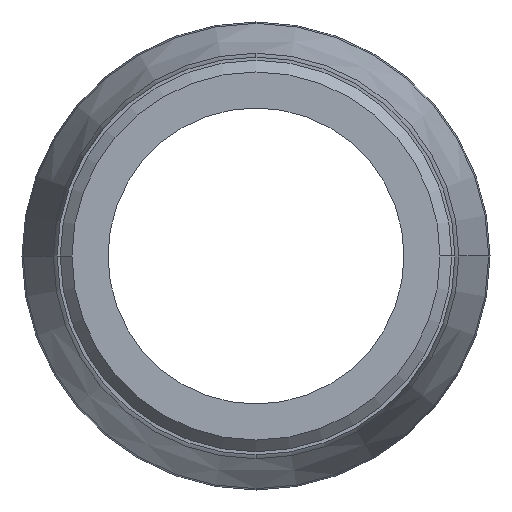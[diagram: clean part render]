
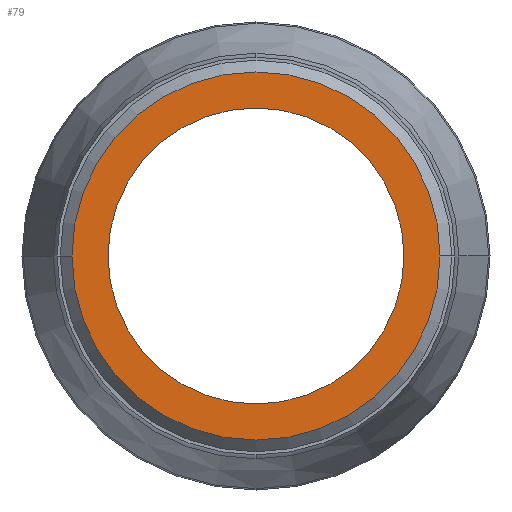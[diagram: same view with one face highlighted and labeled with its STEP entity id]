
A CAD part, left-side view. The second image highlights one B-rep face of the part: STEP entity #79.
In plain terms, the highlighted planar face has unit normal (-1, 0, 0).
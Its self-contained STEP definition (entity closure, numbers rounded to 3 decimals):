
#79=ADVANCED_FACE('',(#177,#178),#179,.T.);
#177=FACE_BOUND('',#309,.T.);
#178=FACE_OUTER_BOUND('',#310,.T.);
#179=PLANE('',#311);
#309=EDGE_LOOP('',(#624,#625));
#310=EDGE_LOOP('',(#626,#627));
#311=AXIS2_PLACEMENT_3D('',#628,#629,#630);
#624=ORIENTED_EDGE('',*,*,#973,.T.);
#625=ORIENTED_EDGE('',*,*,#972,.T.);
#626=ORIENTED_EDGE('',*,*,#967,.F.);
#627=ORIENTED_EDGE('',*,*,#975,.F.);
#628=CARTESIAN_POINT('',(-48.006,3.949,0.0));
#629=DIRECTION('',(-1.0,0.,0.0));
#630=DIRECTION('',(0.,-1.0,-0.0));
#967=EDGE_CURVE('',#1188,#1190,#1191,.T.);
#972=EDGE_CURVE('',#1194,#1198,#1200,.T.);
#973=EDGE_CURVE('',#1198,#1194,#1201,.T.);
#975=EDGE_CURVE('',#1190,#1188,#1203,.T.);
#1188=VERTEX_POINT('',#1460);
#1190=VERTEX_POINT('',#1463);
#1191=CIRCLE('',#1464,7.898);
#1194=VERTEX_POINT('',#1468);
#1198=VERTEX_POINT('',#1473);
#1200=CIRCLE('',#1476,6.35);
#1201=CIRCLE('',#1477,6.35);
#1203=CIRCLE('',#1479,7.898);
#1460=CARTESIAN_POINT('',(-48.006,7.898,0.0));
#1463=CARTESIAN_POINT('',(-48.006,-7.898,0.));
#1464=AXIS2_PLACEMENT_3D('',#1749,#1750,#1751);
#1468=CARTESIAN_POINT('',(-48.006,0.,-6.35));
#1473=CARTESIAN_POINT('',(-48.006,0.,6.35));
#1476=AXIS2_PLACEMENT_3D('',#1758,#1759,#1760);
#1477=AXIS2_PLACEMENT_3D('',#1761,#1762,#1763);
#1479=AXIS2_PLACEMENT_3D('',#1767,#1768,#1769);
#1749=CARTESIAN_POINT('',(-48.006,0.0,0.0));
#1750=DIRECTION('',(1.0,0.0,0.0));
#1751=DIRECTION('',(0.0,1.0,0.0));
#1758=CARTESIAN_POINT('',(-48.006,0.0,0.0));
#1759=DIRECTION('',(1.0,0.,0.0));
#1760=DIRECTION('',(0.0,0.0,-1.0));
#1761=CARTESIAN_POINT('',(-48.006,0.0,0.0));
#1762=DIRECTION('',(1.0,0.,0.0));
#1763=DIRECTION('',(0.0,0.0,-1.0));
#1767=CARTESIAN_POINT('',(-48.006,0.0,0.0));
#1768=DIRECTION('',(1.0,0.0,0.0));
#1769=DIRECTION('',(0.0,1.0,0.0));
